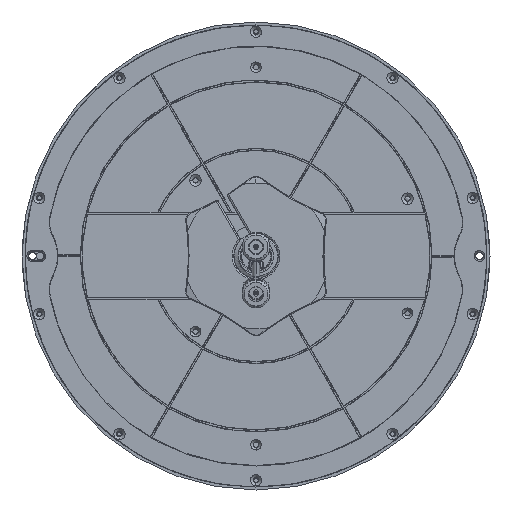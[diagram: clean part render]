
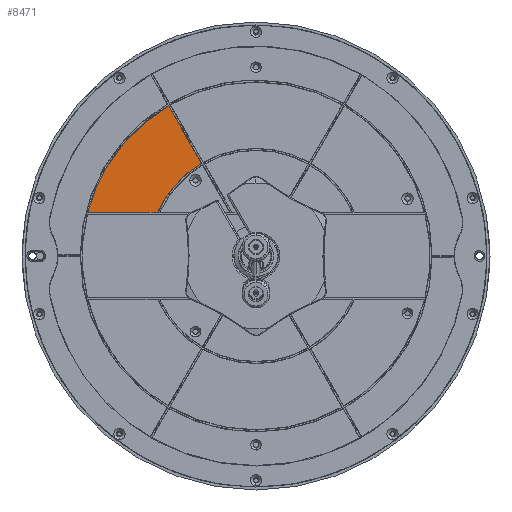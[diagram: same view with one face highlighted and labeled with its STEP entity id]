
A CAD part, front view. The second image highlights one B-rep face of the part: STEP entity #8471.
In plain terms, the highlighted planar face has unit normal (0, 1, 0).
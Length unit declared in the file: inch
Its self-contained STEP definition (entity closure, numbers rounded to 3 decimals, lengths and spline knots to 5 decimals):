
#1254 = CARTESIAN_POINT ( 'NONE',  ( 0., 0.00787, 0. ) ) ;
#2149 = CARTESIAN_POINT ( 'NONE',  ( -2.19651, 0.00787, 0.98425 ) ) ;
#2673 = CARTESIAN_POINT ( 'NONE',  ( -1.61957, 0.00787, 1.78629 ) ) ;
#2707 = ORIENTED_EDGE ( 'NONE', *, *, #9184, .F. ) ;
#2942 = CARTESIAN_POINT ( 'NONE',  ( -1.2194, 0.00787, 2.07705 ) ) ;
#5813 = EDGE_CURVE ( 'NONE', #23267, #46887, #29310, .T. ) ;
#6531 = CARTESIAN_POINT ( 'NONE',  ( -1.70967, 0.00787, 1.70005 ) ) ;
#7067 = CARTESIAN_POINT ( 'NONE',  ( -1.83479, 0.00787, 1.56012 ) ) ;
#7503 = VERTEX_POINT ( 'NONE', #33281 ) ;
#8471 = ADVANCED_FACE ( 'NONE', ( #26249 ), #25146, .F. ) ;
#8731 = VECTOR ( 'NONE', #12805, 39.37008 ) ;
#9184 = EDGE_CURVE ( 'NONE', #38830, #7503, #17630, .T. ) ;
#9319 = B_SPLINE_CURVE_WITH_KNOTS ( 'NONE', 3,
 ( #50833, #37098, #54140, #38170, #12325, #17006, #45889, #50293, #24960, #12600 ),
 .UNSPECIFIED., .F., .F.,
 ( 4, 2, 2, 2, 4 ),
 ( 0., 0.25, 0.5, 0.75, 1. ),
 .UNSPECIFIED. ) ;
#9790 = EDGE_CURVE ( 'NONE', #38830, #46887, #25112, .T. ) ;
#10104 = ORIENTED_EDGE ( 'NONE', *, *, #9790, .T. ) ;
#11742 = CARTESIAN_POINT ( 'NONE',  ( -2.01801, 0.00787, 1.31249 ) ) ;
#12325 = CARTESIAN_POINT ( 'NONE',  ( -2.94241, 0.00787, 2.55406 ) ) ;
#12600 = CARTESIAN_POINT ( 'NONE',  ( -3.7603, 0.00787, 0.98425 ) ) ;
#12805 = DIRECTION ( 'NONE',  ( 1., 0., 0. ) ) ;
#13344 = DIRECTION ( 'NONE',  ( 0., 0., -1. ) ) ;
#13696 = ORIENTED_EDGE ( 'NONE', *, *, #5813, .F. ) ;
#14798 = CARTESIAN_POINT ( 'NONE',  ( -2.01158, 0.00787, 1.32235 ) ) ;
#15610 = CARTESIAN_POINT ( 'NONE',  ( -1.43782, 0.00787, 1.93233 ) ) ;
#17006 = CARTESIAN_POINT ( 'NONE',  ( -3.2504, 0.00787, 2.14787 ) ) ;
#17328 = ORIENTED_EDGE ( 'NONE', *, *, #46108, .F. ) ;
#17630 = LINE ( 'NONE', #50913, #40534 ) ;
#19179 = CARTESIAN_POINT ( 'NONE',  ( -1.51673, 0.00787, 1.87042 ) ) ;
#20007 = CARTESIAN_POINT ( 'NONE',  ( -1.27267, 0.00787, 2.04568 ) ) ;
#21143 = AXIS2_PLACEMENT_3D ( 'NONE', #1254, #38910, #13344 ) ;
#23267 = VERTEX_POINT ( 'NONE', #51228 ) ;
#23836 = CARTESIAN_POINT ( 'NONE',  ( -2.14605, 0.00787, 1.0971 ) ) ;
#24960 = CARTESIAN_POINT ( 'NONE',  ( -3.69586, 0.00787, 1.23085 ) ) ;
#25112 = B_SPLINE_CURVE_WITH_KNOTS ( 'NONE', 3,
 ( #2942, #20007, #45029, #15610, #48629, #44220, #39823, #19179, #49434, #2673, #6531, #7067, #35955, #40085, #36232, #40352, #14798, #35693, #11742, #32641, #23836, #2149 ),
 .UNSPECIFIED., .F., .F.,
 ( 4, 1, 1, 1, 1, 2, 2, 2, 1, 1, 1, 1, 2, 2, 4 ),
 ( 0., 0.125, 0.1875, 0.21875, 0.23438, 0.24219, 0.25, 0.5, 0.625, 0.6875, 0.71875, 0.73437, 0.74219, 0.75, 1. ),
 .UNSPECIFIED. ) ;
#25146 = PLANE ( 'NONE',  #21143 ) ;
#26249 = FACE_OUTER_BOUND ( 'NONE', #41506, .T. ) ;
#29310 = LINE ( 'NONE', #41686, #8731 ) ;
#29605 = CARTESIAN_POINT ( 'NONE',  ( -2.19651, 0.00787, 0.98425 ) ) ;
#32641 = CARTESIAN_POINT ( 'NONE',  ( -2.08725, 0.00787, 1.20544 ) ) ;
#33281 = CARTESIAN_POINT ( 'NONE',  ( -1.95958, 0.00787, 3.35907 ) ) ;
#35693 = CARTESIAN_POINT ( 'NONE',  ( -2.01586, 0.00787, 1.31581 ) ) ;
#35955 = CARTESIAN_POINT ( 'NONE',  ( -1.89444, 0.00787, 1.48795 ) ) ;
#36232 = CARTESIAN_POINT ( 'NONE',  ( -1.98996, 0.00787, 1.35489 ) ) ;
#37098 = CARTESIAN_POINT ( 'NONE',  ( -2.17963, 0.00787, 3.23046 ) ) ;
#38170 = CARTESIAN_POINT ( 'NONE',  ( -2.76839, 0.00787, 2.74196 ) ) ;
#38830 = VERTEX_POINT ( 'NONE', #41773 ) ;
#38910 = DIRECTION ( 'NONE',  ( 0., -1., 0. ) ) ;
#39823 = CARTESIAN_POINT ( 'NONE',  ( -1.51073, 0.00787, 1.87528 ) ) ;
#40085 = CARTESIAN_POINT ( 'NONE',  ( -1.95897, 0.00787, 1.39989 ) ) ;
#40352 = CARTESIAN_POINT ( 'NONE',  ( -2.00514, 0.00787, 1.33215 ) ) ;
#40534 = VECTOR ( 'NONE', #41829, 39.37008 ) ;
#41506 = EDGE_LOOP ( 'NONE', ( #13696, #17328, #2707, #10104 ) ) ;
#41686 = CARTESIAN_POINT ( 'NONE',  ( 3.94432, 0.00787, 0.98425 ) ) ;
#41773 = CARTESIAN_POINT ( 'NONE',  ( -1.2194, 0.00787, 2.07705 ) ) ;
#41829 = DIRECTION ( 'NONE',  ( -0.5, 0., 0.866 ) ) ;
#44220 = CARTESIAN_POINT ( 'NONE',  ( -1.50172, 0.00787, 1.88255 ) ) ;
#45029 = CARTESIAN_POINT ( 'NONE',  ( -1.35054, 0.00787, 1.99572 ) ) ;
#45889 = CARTESIAN_POINT ( 'NONE',  ( -3.38437, 0.00787, 1.9296 ) ) ;
#46108 = EDGE_CURVE ( 'NONE', #7503, #23267, #9319, .T. ) ;
#46887 = VERTEX_POINT ( 'NONE', #29605 ) ;
#48629 = CARTESIAN_POINT ( 'NONE',  ( -1.48056, 0.00787, 1.89936 ) ) ;
#49434 = CARTESIAN_POINT ( 'NONE',  ( -1.51969, 0.00787, 1.86801 ) ) ;
#50293 = CARTESIAN_POINT ( 'NONE',  ( -3.6071, 0.00787, 1.47108 ) ) ;
#50833 = CARTESIAN_POINT ( 'NONE',  ( -1.95958, 0.00787, 3.35907 ) ) ;
#50913 = CARTESIAN_POINT ( 'NONE',  ( -2.04849, 0.00787, 3.51307 ) ) ;
#51228 = CARTESIAN_POINT ( 'NONE',  ( -3.7603, 0.00787, 0.98425 ) ) ;
#54140 = CARTESIAN_POINT ( 'NONE',  ( -2.387, 0.00787, 3.08017 ) ) ;
